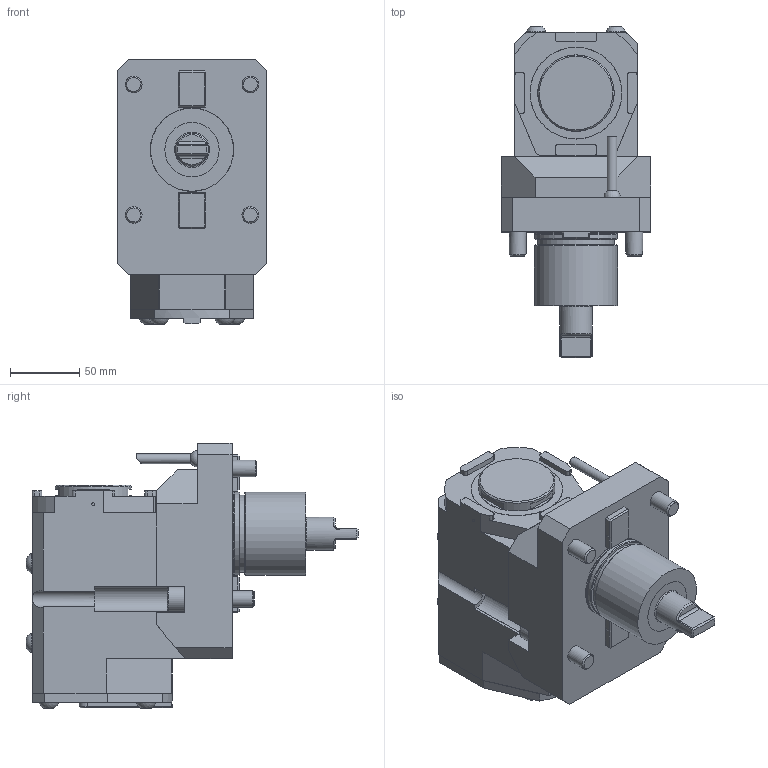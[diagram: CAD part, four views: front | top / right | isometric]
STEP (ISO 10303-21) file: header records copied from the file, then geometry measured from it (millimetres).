
FILE_DESCRIPTION (( 'STEP AP214' ), '1' );
FILE_NAME ('RRPPAH32I331UG4.STEP', '2026-01-28T09:52:19', ( '' ), ( '' ), 'SwSTEP 2.0', 'SolidWorks 2023', '' );
FILE_SCHEMA (( 'AUTOMOTIVE_DESIGN' ));
Length unit declared in the file: millimetre
Products named in the file (1): RRPPAH32I331UG4
Bounding box: 108 x 239.1 x 190.9 mm (x, y, z)
Volume: 2140515 mm3; surface area: 133093.1 mm2
Topology: 1 solids, 1 shells, 600 faces, 1525 edges, 1009 vertices
Faces by surface type: plane 387, bspline 95, cylinder 83, cone 20, sphere 9, torus 6
Full cylindrical faces by diameter (mm): 1.7 x1, 2.1 x1, 4 x1, 6.366 x1, 7 x1, 12 x4, 14 x8, 18 x2, 23.7 x1, 55 x1, 55.2 x1, 59.5 x1, 59.8 x1, 59.9 x1
Entity records: 27204 total; most frequent: CARTESIAN_POINT 9890, ORIENTED_EDGE 2932, DIRECTION 2476, EDGE_CURVE 1466, VECTOR 1028, LINE 1028, VERTEX_POINT 992, AXIS2_PLACEMENT_3D 724
